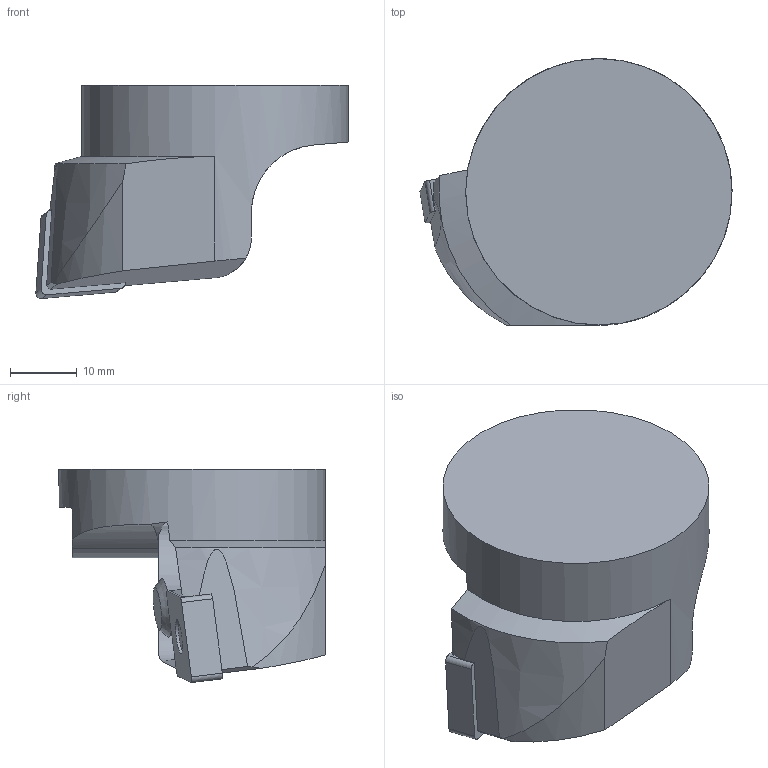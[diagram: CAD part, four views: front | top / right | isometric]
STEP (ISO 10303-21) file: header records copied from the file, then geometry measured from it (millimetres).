
FILE_DESCRIPTION(/* description */ (''),/* implementation_level */ '2;1');
FILE_NAME(/* name */ '1642151484335.stp',/* time_stamp */ '2022-01-14T14:42:17+05:00',/* author */ (''),/* organization */ ('SMS'),/* preprocessor_version */ 'ST-DEVELOPER v16.7',/* originating_system */ 'SIEMENS PLM Software NX 12.0',/* authorisation */ '');
FILE_SCHEMA (('AUTOMOTIVE_DESIGN { 1 0 10303 214 3 1 1 1 }'));
Length unit declared in the file: millimetre
Products named in the file (4): ASSEMBLY_CONSTRUCTION; IsoTurningInsert; 201848826mod000_01; 201848825mod000_01
Assembly tree (3 placements, depth 2):
  201848825mod000_01
    201848826mod000_01
    IsoTurningInsert
    ASSEMBLY_CONSTRUCTION
Bounding box: 46.87 x 40 x 32 mm (x, y, z)
Volume: 25100.2 mm3; surface area: 6346.3 mm2
Topology: 2 solids, 2 shells, 41 faces, 108 edges, 81 vertices
Faces by surface type: plane 22, cylinder 16, cone 3
Full cylindrical faces by diameter (mm): 5.156 x2, 40 x1
Entity records: 1574 total; most frequent: CARTESIAN_POINT 381, DIRECTION 231, ORIENTED_EDGE 200, EDGE_CURVE 100, AXIS2_PLACEMENT_3D 92, VERTEX_POINT 69, EDGE_LOOP 49, LINE 47
